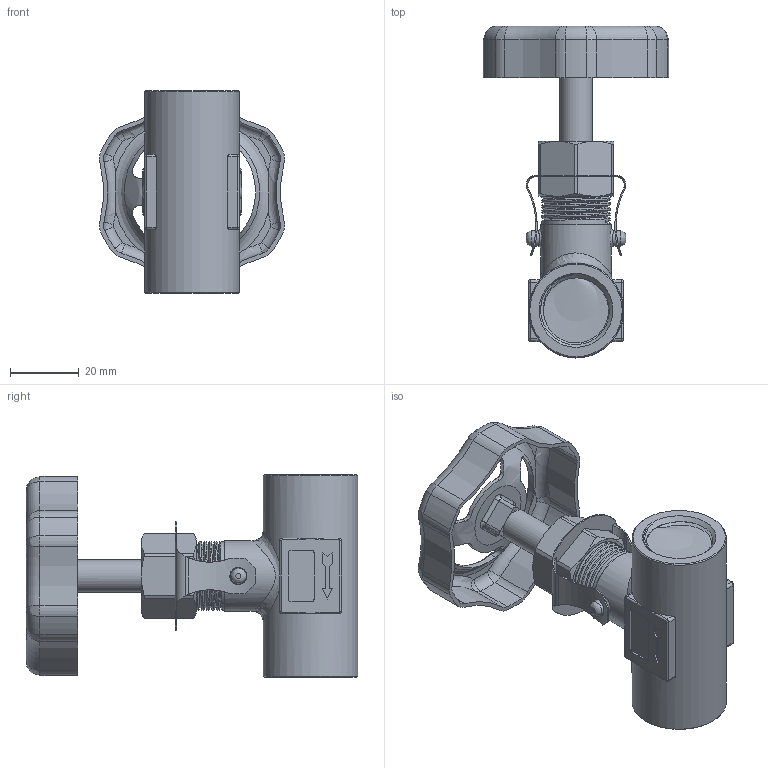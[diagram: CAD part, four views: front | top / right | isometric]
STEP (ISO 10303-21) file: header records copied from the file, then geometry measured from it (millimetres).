
FILE_DESCRIPTION(/* description */ ('316-1/2-截止阀'),/* implementation_level */ '2;1');
FILE_NAME(/* name */ 'Q233.stp',/* time_stamp */ '2022-01-20T16:27:33+08:00',/* author */ ('Administrator'),/* organization */ (''),/* preprocessor_version */ 'ST-DEVELOPER v18',/* originating_system */ 'Autodesk Inventor 2020',/* authorisation */ '');
FILE_SCHEMA (('AUTOMOTIVE_DESIGN { 1 0 10303 214 3 1 1 }'));
Products named in the file (11): 316-15MM; 316-15mm-阀体; 316-15mm-丝杆; 14x9.6x1.5垫片; 14.5x9.6x9.5填料; 14x9.6x8铜衬套; M20x1.5六角帽; 316-定位卡子; 316-铁皮拉伸手轮; M6xH4.5螺母; 12x5x0.5 gasket
Assembly tree (10 placements, depth 2):
  316-15MM
    316-15mm-阀体
    316-15mm-丝杆
    14x9.6x1.5垫片
    14.5x9.6x9.5填料
    14x9.6x8铜衬套
    M20x1.5六角帽
    316-定位卡子
    316-铁皮拉伸手轮
    M6xH4.5螺母
    12x5x0.5 gasket
Bounding box: 53.87 x 96.51 x 59 mm (x, y, z)
Volume: 44959.7 mm3; surface area: 34038.7 mm2
Topology: 10 solids, 10 shells, 541 faces, 1436 edges, 918 vertices
Faces by surface type: cylinder 240, plane 145, bspline 77, cone 48, torus 31
Full cylindrical faces by diameter (mm): 4.5 x2, 5 x8, 5.5 x1, 6 x7, 8.7 x1, 9.5 x2, 9.6 x2, 10 x1, 10.6 x14, 12 x8, 14 x2, 14.5 x1, 14.6 x1, 18.5 x8, 18.9 x22, 20 x11, 20.5 x1, 27.5 x1
Entity records: 40219 total; most frequent: CARTESIAN_POINT 26995, ORIENTED_EDGE 2858, DIRECTION 2517, EDGE_CURVE 1429, AXIS2_PLACEMENT_3D 1013, VERTEX_POINT 922, EDGE_LOOP 585, ADVANCED_FACE 541
